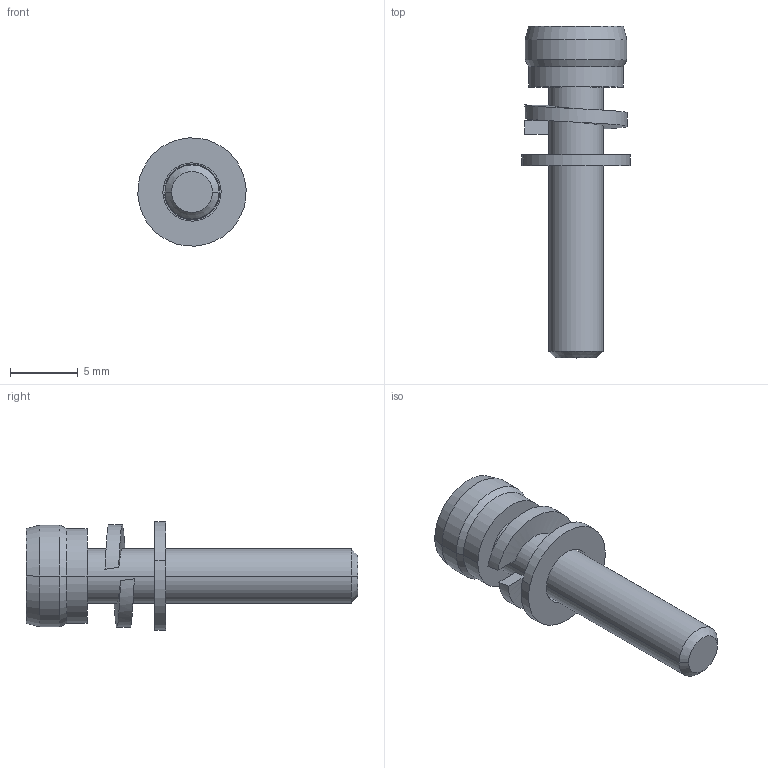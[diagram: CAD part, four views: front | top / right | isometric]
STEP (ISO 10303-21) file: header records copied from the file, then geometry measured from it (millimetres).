
FILE_DESCRIPTION (( 'STEP AP203' ), '1' );
FILE_NAME ('C-1029-TR6-4-20.STEP', '2016-11-29T04:38:27', ( '' ), ( '' ), 'SwSTEP 2.0', 'SolidWorks 2014', '' );
FILE_SCHEMA (( 'CONFIG_CONTROL_DESIGN' ));
Length unit declared in the file: millimetre
Products named in the file (4): C-1029-TR6-4-20_スプリングワッシャー; C-1029-TR6-4-20; C-1029-TR6-4-20_ねじ; C-1029-TR6-4-20_平ワッシャー
Assembly tree (3 placements, depth 2):
  C-1029-TR6-4-20
    C-1029-TR6-4-20_ねじ
    C-1029-TR6-4-20_スプリングワッシャー
    C-1029-TR6-4-20_平ワッシャー
Bounding box: 7.98 x 24.5 x 7.98 mm (x, y, z)
Volume: 484.6 mm3; surface area: 665.1 mm2
Topology: 3 solids, 3 shells, 44 faces, 100 edges, 64 vertices
Faces by surface type: plane 20, cone 10, cylinder 10, bspline 4
Entity records: 1874 total; most frequent: CARTESIAN_POINT 482, DIRECTION 212, ORIENTED_EDGE 200, EDGE_CURVE 100, AXIS2_PLACEMENT_3D 78, VERTEX_POINT 64, VECTOR 56, LINE 56
